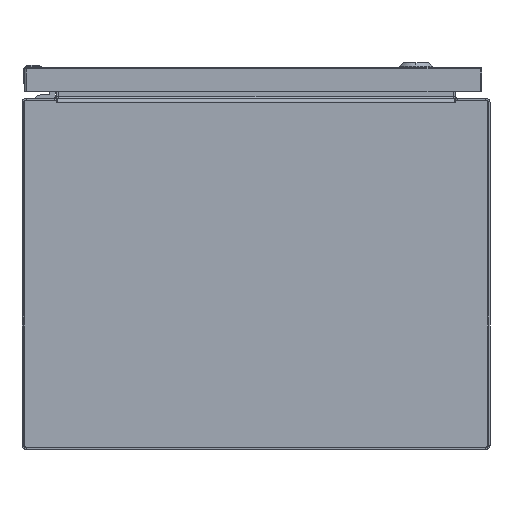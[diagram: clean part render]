
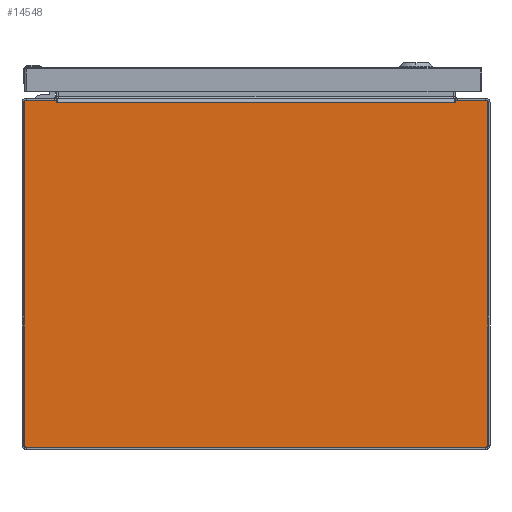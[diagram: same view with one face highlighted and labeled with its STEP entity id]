
A CAD part, front view. The second image highlights one B-rep face of the part: STEP entity #14548.
In plain terms, the highlighted planar face has unit normal (0, -1, 0).
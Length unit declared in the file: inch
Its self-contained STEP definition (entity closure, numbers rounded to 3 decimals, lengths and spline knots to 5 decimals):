
#38 = VERTEX_POINT ( 'NONE', #16808 ) ;
#538 = EDGE_CURVE ( 'NONE', #17000, #9424, #41825, .T. ) ;
#1041 = VERTEX_POINT ( 'NONE', #42208 ) ;
#1223 = VECTOR ( 'NONE', #13879, 39.37008 ) ;
#2017 = CARTESIAN_POINT ( 'NONE',  ( 0., -16., 5.855 ) ) ;
#2210 = DIRECTION ( 'NONE',  ( 0., -1., 0. ) ) ;
#2306 = ORIENTED_EDGE ( 'NONE', *, *, #42678, .T. ) ;
#2320 = VERTEX_POINT ( 'NONE', #32226 ) ;
#2325 = CARTESIAN_POINT ( 'NONE',  ( -6.798, -16., 5.855 ) ) ;
#3006 = CARTESIAN_POINT ( 'NONE',  ( -7.937, -16., -5.857 ) ) ;
#3229 = DIRECTION ( 'NONE',  ( -0.174, 0., -0.985 ) ) ;
#3271 = DIRECTION ( 'NONE',  ( 0., -1., 0. ) ) ;
#3989 = DIRECTION ( 'NONE',  ( 0.174, 0., -0.985 ) ) ;
#5220 = VECTOR ( 'NONE', #40719, 39.37008 ) ;
#5810 = VERTEX_POINT ( 'NONE', #43674 ) ;
#6942 = DIRECTION ( 'NONE',  ( -1., 0., 0. ) ) ;
#7198 = CARTESIAN_POINT ( 'NONE',  ( 6.8136, -16., 5.855 ) ) ;
#7467 = CARTESIAN_POINT ( 'NONE',  ( -6.82806, -16., 5.937 ) ) ;
#7741 = CARTESIAN_POINT ( 'NONE',  ( -7.937, -16., 5.857 ) ) ;
#8461 = LINE ( 'NONE', #36856, #37477 ) ;
#8713 = EDGE_CURVE ( 'NONE', #5810, #1041, #25070, .T. ) ;
#8863 = EDGE_CURVE ( 'NONE', #1041, #31273, #40019, .T. ) ;
#9424 = VERTEX_POINT ( 'NONE', #30930 ) ;
#9433 = ORIENTED_EDGE ( 'NONE', *, *, #8863, .T. ) ;
#9511 = CARTESIAN_POINT ( 'NONE',  ( 7.937, -16., 5.857 ) ) ;
#9935 = CARTESIAN_POINT ( 'NONE',  ( -6.82806, -16., 5.937 ) ) ;
#10079 = ORIENTED_EDGE ( 'NONE', *, *, #18214, .T. ) ;
#10720 = ORIENTED_EDGE ( 'NONE', *, *, #35974, .F. ) ;
#11047 = VECTOR ( 'NONE', #40682, 39.37008 ) ;
#11520 = ORIENTED_EDGE ( 'NONE', *, *, #24045, .F. ) ;
#11983 = VECTOR ( 'NONE', #3229, 39.37008 ) ;
#13879 = DIRECTION ( 'NONE',  ( 0., 0., 1. ) ) ;
#14548 = ADVANCED_FACE ( 'NONE', ( #15972 ), #43453, .T. ) ;
#15326 = VERTEX_POINT ( 'NONE', #30498 ) ;
#15972 = FACE_OUTER_BOUND ( 'NONE', #28153, .T. ) ;
#16808 = CARTESIAN_POINT ( 'NONE',  ( -7.937, -16., 5.857 ) ) ;
#17000 = VERTEX_POINT ( 'NONE', #9935 ) ;
#17533 = ORIENTED_EDGE ( 'NONE', *, *, #27264, .T. ) ;
#17606 = CIRCLE ( 'NONE', #32962, 0.08 ) ;
#17720 = DIRECTION ( 'NONE',  ( 0., -1., 0. ) ) ;
#18214 = EDGE_CURVE ( 'NONE', #9424, #38, #39155, .T. ) ;
#18880 = DIRECTION ( 'NONE',  ( 0., 0., -1. ) ) ;
#20368 = AXIS2_PLACEMENT_3D ( 'NONE', #45199, #17720, #6942 ) ;
#21169 = DIRECTION ( 'NONE',  ( 1., 0., 0. ) ) ;
#21407 = CARTESIAN_POINT ( 'NONE',  ( -7.857, -16., -5.937 ) ) ;
#21430 = CARTESIAN_POINT ( 'NONE',  ( -6.82806, -16., 5.937 ) ) ;
#21627 = ORIENTED_EDGE ( 'NONE', *, *, #25894, .T. ) ;
#22325 = CARTESIAN_POINT ( 'NONE',  ( 7.857, -16., -5.857 ) ) ;
#22430 = LINE ( 'NONE', #7741, #31095 ) ;
#22565 = VERTEX_POINT ( 'NONE', #7198 ) ;
#23349 = ORIENTED_EDGE ( 'NONE', *, *, #24912, .T. ) ;
#23619 = EDGE_CURVE ( 'NONE', #41115, #22565, #26727, .T. ) ;
#23677 = CARTESIAN_POINT ( 'NONE',  ( -6.798, -16., 5.855 ) ) ;
#24045 = EDGE_CURVE ( 'NONE', #17000, #15326, #35834, .T. ) ;
#24270 = ORIENTED_EDGE ( 'NONE', *, *, #33523, .T. ) ;
#24912 = EDGE_CURVE ( 'NONE', #29179, #2320, #8461, .T. ) ;
#24925 = VECTOR ( 'NONE', #35488, 39.37008 ) ;
#25070 = LINE ( 'NONE', #21407, #34879 ) ;
#25339 = DIRECTION ( 'NONE',  ( -1., 0., 0. ) ) ;
#25726 = VECTOR ( 'NONE', #3989, 39.37008 ) ;
#25894 = EDGE_CURVE ( 'NONE', #2320, #22565, #31637, .T. ) ;
#26278 = DIRECTION ( 'NONE',  ( -1., 0., 0. ) ) ;
#26557 = ORIENTED_EDGE ( 'NONE', *, *, #30265, .T. ) ;
#26727 = LINE ( 'NONE', #33162, #11047 ) ;
#27264 = EDGE_CURVE ( 'NONE', #38, #31011, #22430, .T. ) ;
#27311 = CARTESIAN_POINT ( 'NONE',  ( 7.857, -16., 5.937 ) ) ;
#28153 = EDGE_LOOP ( 'NONE', ( #17533, #38664, #40582, #9433, #26557, #2306, #23349, #21627, #44018, #10720, #24270, #11520, #38166, #10079 ) ) ;
#28240 = CARTESIAN_POINT ( 'NONE',  ( 7.857, -16., 5.857 ) ) ;
#29179 = VERTEX_POINT ( 'NONE', #27311 ) ;
#29312 = LINE ( 'NONE', #2017, #5220 ) ;
#29891 = CIRCLE ( 'NONE', #20368, 0.08 ) ;
#30003 = DIRECTION ( 'NONE',  ( -1., 0., 0. ) ) ;
#30265 = EDGE_CURVE ( 'NONE', #31273, #41292, #31957, .T. ) ;
#30498 = CARTESIAN_POINT ( 'NONE',  ( -6.8136, -16., 5.855 ) ) ;
#30930 = CARTESIAN_POINT ( 'NONE',  ( -7.857, -16., 5.937 ) ) ;
#31011 = VERTEX_POINT ( 'NONE', #3006 ) ;
#31095 = VECTOR ( 'NONE', #36147, 39.37008 ) ;
#31273 = VERTEX_POINT ( 'NONE', #37990 ) ;
#31637 = LINE ( 'NONE', #34621, #11983 ) ;
#31957 = LINE ( 'NONE', #35174, #1223 ) ;
#32226 = CARTESIAN_POINT ( 'NONE',  ( 6.82806, -16., 5.937 ) ) ;
#32962 = AXIS2_PLACEMENT_3D ( 'NONE', #28240, #3271, #38314 ) ;
#33162 = CARTESIAN_POINT ( 'NONE',  ( 0., -16., 5.855 ) ) ;
#33262 = DIRECTION ( 'NONE',  ( 0., -1., 0. ) ) ;
#33523 = EDGE_CURVE ( 'NONE', #35511, #15326, #29312, .T. ) ;
#33600 = CARTESIAN_POINT ( 'NONE',  ( 0., -16., 0. ) ) ;
#33713 = LINE ( 'NONE', #2325, #24925 ) ;
#34429 = VECTOR ( 'NONE', #25339, 39.37008 ) ;
#34621 = CARTESIAN_POINT ( 'NONE',  ( 6.8136, -16., 5.855 ) ) ;
#34668 = AXIS2_PLACEMENT_3D ( 'NONE', #33600, #2210, #26278 ) ;
#34879 = VECTOR ( 'NONE', #21169, 39.37008 ) ;
#35174 = CARTESIAN_POINT ( 'NONE',  ( 7.937, -16., -5.857 ) ) ;
#35488 = DIRECTION ( 'NONE',  ( 1., 0., 0. ) ) ;
#35511 = VERTEX_POINT ( 'NONE', #23677 ) ;
#35834 = LINE ( 'NONE', #21430, #25726 ) ;
#35974 = EDGE_CURVE ( 'NONE', #35511, #41115, #33713, .T. ) ;
#36147 = DIRECTION ( 'NONE',  ( 0., 0., -1. ) ) ;
#36273 = DIRECTION ( 'NONE',  ( 0., -1., 0. ) ) ;
#36693 = DIRECTION ( 'NONE',  ( 0., 0., 1. ) ) ;
#36856 = CARTESIAN_POINT ( 'NONE',  ( 7.857, -16., 5.937 ) ) ;
#37477 = VECTOR ( 'NONE', #30003, 39.37008 ) ;
#37990 = CARTESIAN_POINT ( 'NONE',  ( 7.937, -16., -5.857 ) ) ;
#38166 = ORIENTED_EDGE ( 'NONE', *, *, #538, .T. ) ;
#38314 = DIRECTION ( 'NONE',  ( 1., 0., 0. ) ) ;
#38664 = ORIENTED_EDGE ( 'NONE', *, *, #39527, .T. ) ;
#39155 = CIRCLE ( 'NONE', #39191, 0.08 ) ;
#39191 = AXIS2_PLACEMENT_3D ( 'NONE', #43784, #33262, #36693 ) ;
#39288 = AXIS2_PLACEMENT_3D ( 'NONE', #22325, #36273, #18880 ) ;
#39527 = EDGE_CURVE ( 'NONE', #31011, #5810, #29891, .T. ) ;
#40019 = CIRCLE ( 'NONE', #39288, 0.08 ) ;
#40582 = ORIENTED_EDGE ( 'NONE', *, *, #8713, .T. ) ;
#40682 = DIRECTION ( 'NONE',  ( 1., 0., 0. ) ) ;
#40719 = DIRECTION ( 'NONE',  ( -1., 0., 0. ) ) ;
#41115 = VERTEX_POINT ( 'NONE', #42747 ) ;
#41292 = VERTEX_POINT ( 'NONE', #9511 ) ;
#41825 = LINE ( 'NONE', #7467, #34429 ) ;
#42208 = CARTESIAN_POINT ( 'NONE',  ( 7.857, -16., -5.937 ) ) ;
#42678 = EDGE_CURVE ( 'NONE', #41292, #29179, #17606, .T. ) ;
#42747 = CARTESIAN_POINT ( 'NONE',  ( 6.798, -16., 5.855 ) ) ;
#43453 = PLANE ( 'NONE',  #34668 ) ;
#43674 = CARTESIAN_POINT ( 'NONE',  ( -7.857, -16., -5.937 ) ) ;
#43784 = CARTESIAN_POINT ( 'NONE',  ( -7.857, -16., 5.857 ) ) ;
#44018 = ORIENTED_EDGE ( 'NONE', *, *, #23619, .F. ) ;
#45199 = CARTESIAN_POINT ( 'NONE',  ( -7.857, -16., -5.857 ) ) ;
